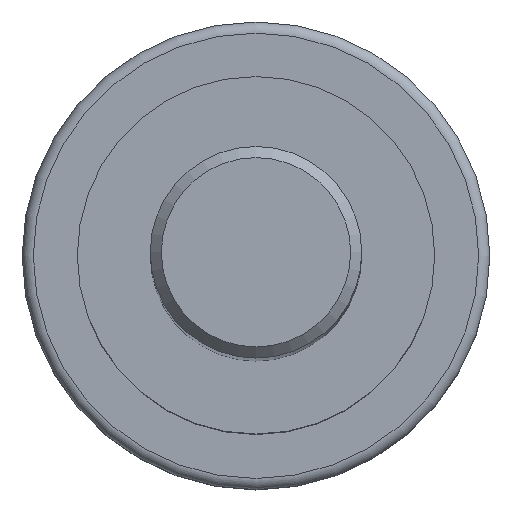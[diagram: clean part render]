
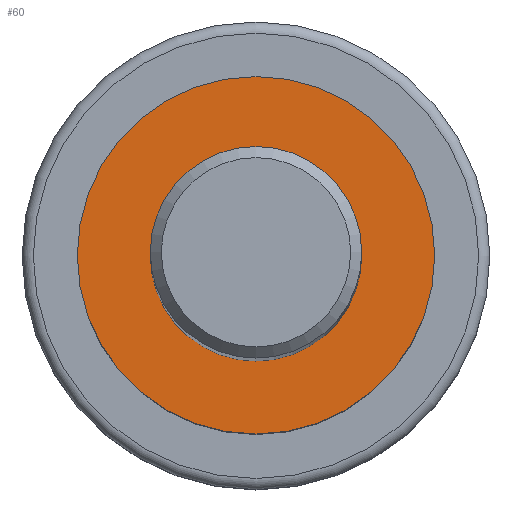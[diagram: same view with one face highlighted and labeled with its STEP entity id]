
A CAD part, top view. The second image highlights one B-rep face of the part: STEP entity #60.
In plain terms, the highlighted planar face has unit normal (0, 0, 1).
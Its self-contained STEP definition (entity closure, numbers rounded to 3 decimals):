
#45=FACE_BOUND('',#78,.T.);
#46=FACE_BOUND('',#79,.T.);
#60=ADVANCED_FACE('',(#45,#46),#68,.T.);
#68=PLANE('',#182);
#78=EDGE_LOOP('',(#96));
#79=EDGE_LOOP('',(#97));
#96=ORIENTED_EDGE('',*,*,#121,.T.);
#97=ORIENTED_EDGE('',*,*,#120,.F.);
#111=VERTEX_POINT('',#257);
#112=VERTEX_POINT('',#260);
#120=EDGE_CURVE('',#111,#111,#129,.T.);
#121=EDGE_CURVE('',#112,#112,#130,.T.);
#129=CIRCLE('',#179,9.5);
#130=CIRCLE('',#181,16.05);
#179=AXIS2_PLACEMENT_3D('',#256,#212,#213);
#181=AXIS2_PLACEMENT_3D('',#259,#216,#217);
#182=AXIS2_PLACEMENT_3D('',#261,#218,#219);
#212=DIRECTION('',(0.,0.,1.));
#213=DIRECTION('',(1.,0.,0.));
#216=DIRECTION('',(0.,0.,1.));
#217=DIRECTION('',(1.,0.,0.));
#218=DIRECTION('',(0.,0.,1.));
#219=DIRECTION('',(1.,0.,0.));
#256=CARTESIAN_POINT('',(0.,0.,-156.));
#257=CARTESIAN_POINT('',(9.5,0.,-156.));
#259=CARTESIAN_POINT('',(0.,0.,-156.));
#260=CARTESIAN_POINT('',(16.05,0.,-156.));
#261=CARTESIAN_POINT('',(0.,-13.5,-156.));
